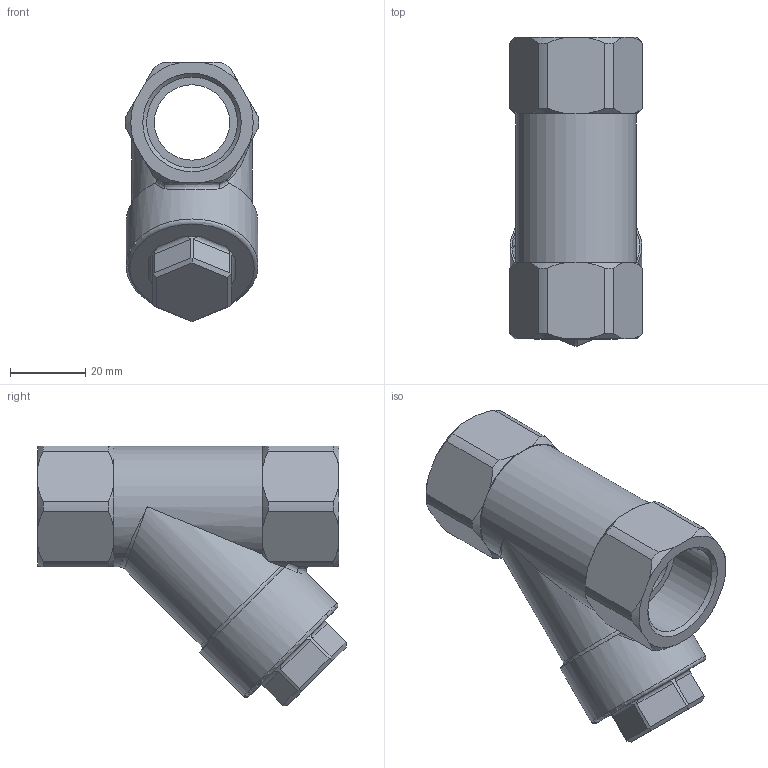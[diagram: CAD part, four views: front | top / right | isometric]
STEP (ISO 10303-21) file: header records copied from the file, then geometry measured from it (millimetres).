
FILE_DESCRIPTION(/* description */ ('Unknown'),/* implementation_level */ '2;1');
FILE_NAME(/* name */ '9180-05',/* time_stamp */ '2024-10-23T10:56:21+02:00',/* author */ ('Unknown'),/* organization */ ('Unknown'),/* preprocessor_version */ 'ST-DEVELOPER v19.4',/* originating_system */ 'Solid Edge',/* authorisation */ 'Unknown');
FILE_SCHEMA (('AUTOMOTIVE_DESIGN {1 0 10303 214 3 1 1}'));
Length unit declared in the file: millimetre
Products named in the file (1): 8.608.020
Bounding box: 35.49 x 81.98 x 68.9 mm (x, y, z)
Volume: 72474.2 mm3; surface area: 19014.4 mm2
Topology: 1 solids, 1 shells, 110 faces, 300 edges, 195 vertices
Faces by surface type: plane 51, cone 26, cylinder 25, bspline 6, torus 2
Full cylindrical faces by diameter (mm): 20 x1, 24.117 x2, 32 x1, 35 x1
Entity records: 4336 total; most frequent: CARTESIAN_POINT 910, ORIENTED_EDGE 572, DIRECTION 524, EDGE_CURVE 286, AXIS2_PLACEMENT_3D 203, VERTEX_POINT 190, EDGE_LOOP 122, FACE_BOUND 122
